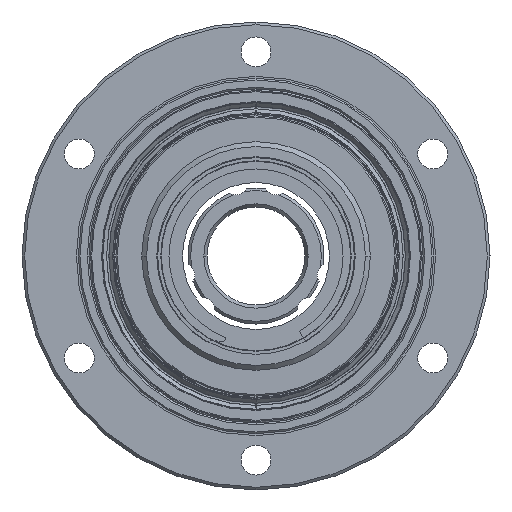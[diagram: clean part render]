
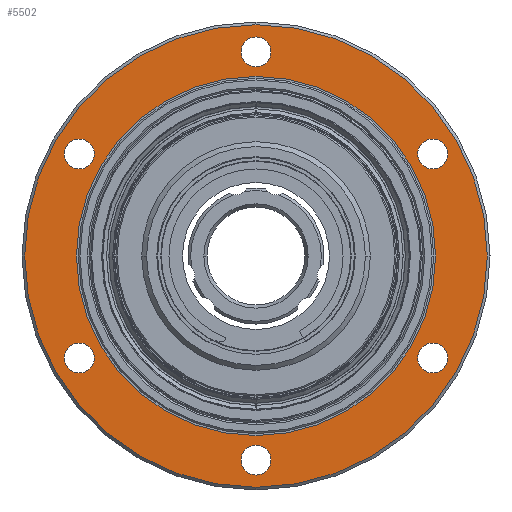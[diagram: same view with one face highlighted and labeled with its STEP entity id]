
A CAD part, front view. The second image highlights one B-rep face of the part: STEP entity #5502.
In plain terms, the highlighted face is planar.
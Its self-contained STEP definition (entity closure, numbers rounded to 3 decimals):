
#4479=CARTESIAN_POINT('',(0.,299.,0.));
#4480=DIRECTION('',(0.,-1.,0.));
#4481=DIRECTION('',(0.,0.,-1.));
#4482=AXIS2_PLACEMENT_3D('',#4479,#4480,#4481);
#4484=CARTESIAN_POINT('',(0.,299.,0.));
#4485=DIRECTION('',(0.,-1.,0.));
#4486=DIRECTION('',(0.,0.,1.));
#4487=AXIS2_PLACEMENT_3D('',#4484,#4485,#4486);
#4489=CARTESIAN_POINT('',(0.,299.,-37.5));
#4490=DIRECTION('',(0.,1.,0.));
#4491=DIRECTION('',(1.,0.,0.));
#4492=AXIS2_PLACEMENT_3D('',#4489,#4490,#4491);
#4494=CARTESIAN_POINT('',(0.,299.,-37.5));
#4495=DIRECTION('',(0.,1.,0.));
#4496=DIRECTION('',(-1.,0.,0.));
#4497=AXIS2_PLACEMENT_3D('',#4494,#4495,#4496);
#4499=CARTESIAN_POINT('',(-32.476,299.,-18.75));
#4500=DIRECTION('',(0.,1.,0.));
#4501=DIRECTION('',(1.,0.,0.));
#4502=AXIS2_PLACEMENT_3D('',#4499,#4500,#4501);
#4504=CARTESIAN_POINT('',(-32.476,299.,-18.75));
#4505=DIRECTION('',(0.,1.,0.));
#4506=DIRECTION('',(-1.,0.,0.));
#4507=AXIS2_PLACEMENT_3D('',#4504,#4505,#4506);
#4509=CARTESIAN_POINT('',(-32.476,299.,18.75));
#4510=DIRECTION('',(0.,1.,0.));
#4511=DIRECTION('',(1.,0.,0.));
#4512=AXIS2_PLACEMENT_3D('',#4509,#4510,#4511);
#4514=CARTESIAN_POINT('',(-32.476,299.,18.75));
#4515=DIRECTION('',(0.,1.,0.));
#4516=DIRECTION('',(-1.,0.,0.));
#4517=AXIS2_PLACEMENT_3D('',#4514,#4515,#4516);
#4519=CARTESIAN_POINT('',(0.,299.,37.5));
#4520=DIRECTION('',(0.,1.,0.));
#4521=DIRECTION('',(1.,0.,0.));
#4522=AXIS2_PLACEMENT_3D('',#4519,#4520,#4521);
#4524=CARTESIAN_POINT('',(0.,299.,37.5));
#4525=DIRECTION('',(0.,1.,0.));
#4526=DIRECTION('',(-1.,0.,0.));
#4527=AXIS2_PLACEMENT_3D('',#4524,#4525,#4526);
#4529=CARTESIAN_POINT('',(32.476,299.,18.75));
#4530=DIRECTION('',(0.,1.,0.));
#4531=DIRECTION('',(1.,0.,0.));
#4532=AXIS2_PLACEMENT_3D('',#4529,#4530,#4531);
#4534=CARTESIAN_POINT('',(32.476,299.,18.75));
#4535=DIRECTION('',(0.,1.,0.));
#4536=DIRECTION('',(-1.,0.,0.));
#4537=AXIS2_PLACEMENT_3D('',#4534,#4535,#4536);
#4539=CARTESIAN_POINT('',(32.476,299.,-18.75));
#4540=DIRECTION('',(0.,1.,0.));
#4541=DIRECTION('',(1.,0.,0.));
#4542=AXIS2_PLACEMENT_3D('',#4539,#4540,#4541);
#4544=CARTESIAN_POINT('',(32.476,299.,-18.75));
#4545=DIRECTION('',(0.,1.,0.));
#4546=DIRECTION('',(-1.,0.,0.));
#4547=AXIS2_PLACEMENT_3D('',#4544,#4545,#4546);
#4549=CARTESIAN_POINT('',(0.,299.,0.));
#4550=DIRECTION('',(0.,1.,0.));
#4551=DIRECTION('',(0.,0.,1.));
#4552=AXIS2_PLACEMENT_3D('',#4549,#4550,#4551);
#4554=CARTESIAN_POINT('',(0.,299.,0.));
#4555=DIRECTION('',(0.,1.,0.));
#4556=DIRECTION('',(0.,0.,-1.));
#4557=AXIS2_PLACEMENT_3D('',#4554,#4555,#4556);
#4844=CARTESIAN_POINT('',(0.,299.,-33.));
#4845=VERTEX_POINT('',#4844);
#4846=CARTESIAN_POINT('',(0.,299.,33.));
#4847=VERTEX_POINT('',#4846);
#4848=CARTESIAN_POINT('',(0.,299.,-42.5));
#4849=CARTESIAN_POINT('',(0.,299.,42.5));
#4850=VERTEX_POINT('',#4848);
#4851=VERTEX_POINT('',#4849);
#4852=CARTESIAN_POINT('',(2.75,299.,-37.5));
#4853=CARTESIAN_POINT('',(-2.75,299.,-37.5));
#4854=VERTEX_POINT('',#4852);
#4855=VERTEX_POINT('',#4853);
#4856=CARTESIAN_POINT('',(-29.726,299.,-18.75));
#4857=CARTESIAN_POINT('',(-35.226,299.,-18.75));
#4858=VERTEX_POINT('',#4856);
#4859=VERTEX_POINT('',#4857);
#4860=CARTESIAN_POINT('',(-29.726,299.,18.75));
#4861=CARTESIAN_POINT('',(-35.226,299.,18.75));
#4862=VERTEX_POINT('',#4860);
#4863=VERTEX_POINT('',#4861);
#4864=CARTESIAN_POINT('',(2.75,299.,37.5));
#4865=CARTESIAN_POINT('',(-2.75,299.,37.5));
#4866=VERTEX_POINT('',#4864);
#4867=VERTEX_POINT('',#4865);
#4868=CARTESIAN_POINT('',(35.226,299.,18.75));
#4869=CARTESIAN_POINT('',(29.726,299.,18.75));
#4870=VERTEX_POINT('',#4868);
#4871=VERTEX_POINT('',#4869);
#4872=CARTESIAN_POINT('',(35.226,299.,-18.75));
#4873=CARTESIAN_POINT('',(29.726,299.,-18.75));
#4874=VERTEX_POINT('',#4872);
#4875=VERTEX_POINT('',#4873);
#5451=CARTESIAN_POINT('',(0.,299.,0.));
#5452=DIRECTION('',(0.,1.,0.));
#5453=DIRECTION('',(0.,0.,1.));
#5454=AXIS2_PLACEMENT_3D('',#5451,#5452,#5453);
#5455=PLANE('',#5454);
#5457=ORIENTED_EDGE('',*,*,#5456,.T.);
#5459=ORIENTED_EDGE('',*,*,#5458,.T.);
#5460=EDGE_LOOP('',(#5457,#5459));
#5461=FACE_OUTER_BOUND('',#5460,.F.);
#5463=ORIENTED_EDGE('',*,*,#5462,.T.);
#5465=ORIENTED_EDGE('',*,*,#5464,.T.);
#5466=EDGE_LOOP('',(#5463,#5465));
#5467=FACE_BOUND('',#5466,.F.);
#5469=ORIENTED_EDGE('',*,*,#5468,.T.);
#5471=ORIENTED_EDGE('',*,*,#5470,.T.);
#5472=EDGE_LOOP('',(#5469,#5471));
#5473=FACE_BOUND('',#5472,.F.);
#5475=ORIENTED_EDGE('',*,*,#5474,.T.);
#5477=ORIENTED_EDGE('',*,*,#5476,.T.);
#5478=EDGE_LOOP('',(#5475,#5477));
#5479=FACE_BOUND('',#5478,.F.);
#5481=ORIENTED_EDGE('',*,*,#5480,.T.);
#5483=ORIENTED_EDGE('',*,*,#5482,.T.);
#5484=EDGE_LOOP('',(#5481,#5483));
#5485=FACE_BOUND('',#5484,.F.);
#5487=ORIENTED_EDGE('',*,*,#5486,.T.);
#5489=ORIENTED_EDGE('',*,*,#5488,.T.);
#5490=EDGE_LOOP('',(#5487,#5489));
#5491=FACE_BOUND('',#5490,.F.);
#5493=ORIENTED_EDGE('',*,*,#5492,.T.);
#5495=ORIENTED_EDGE('',*,*,#5494,.T.);
#5496=EDGE_LOOP('',(#5493,#5495));
#5497=FACE_BOUND('',#5496,.F.);
#5498=ORIENTED_EDGE('',*,*,#5444,.T.);
#5499=ORIENTED_EDGE('',*,*,#5433,.T.);
#5500=EDGE_LOOP('',(#5498,#5499));
#5501=FACE_BOUND('',#5500,.F.);
#5502=ADVANCED_FACE('',(#5461,#5467,#5473,#5479,#5485,#5491,#5497,#5501),#5455,
.T.);
#4483=CIRCLE('',#4482,42.5);
#4488=CIRCLE('',#4487,42.5);
#4493=CIRCLE('',#4492,2.75);
#4498=CIRCLE('',#4497,2.75);
#4503=CIRCLE('',#4502,2.75);
#4508=CIRCLE('',#4507,2.75);
#4513=CIRCLE('',#4512,2.75);
#4518=CIRCLE('',#4517,2.75);
#4523=CIRCLE('',#4522,2.75);
#4528=CIRCLE('',#4527,2.75);
#4533=CIRCLE('',#4532,2.75);
#4538=CIRCLE('',#4537,2.75);
#4543=CIRCLE('',#4542,2.75);
#4548=CIRCLE('',#4547,2.75);
#4553=CIRCLE('',#4552,33.);
#4558=CIRCLE('',#4557,33.);
#5433=EDGE_CURVE('',#4845,#4847,#4558,.T.);
#5444=EDGE_CURVE('',#4847,#4845,#4553,.T.);
#5456=EDGE_CURVE('',#4850,#4851,#4483,.T.);
#5458=EDGE_CURVE('',#4851,#4850,#4488,.T.);
#5462=EDGE_CURVE('',#4854,#4855,#4493,.T.);
#5464=EDGE_CURVE('',#4855,#4854,#4498,.T.);
#5468=EDGE_CURVE('',#4858,#4859,#4503,.T.);
#5470=EDGE_CURVE('',#4859,#4858,#4508,.T.);
#5474=EDGE_CURVE('',#4862,#4863,#4513,.T.);
#5476=EDGE_CURVE('',#4863,#4862,#4518,.T.);
#5480=EDGE_CURVE('',#4866,#4867,#4523,.T.);
#5482=EDGE_CURVE('',#4867,#4866,#4528,.T.);
#5486=EDGE_CURVE('',#4870,#4871,#4533,.T.);
#5488=EDGE_CURVE('',#4871,#4870,#4538,.T.);
#5492=EDGE_CURVE('',#4874,#4875,#4543,.T.);
#5494=EDGE_CURVE('',#4875,#4874,#4548,.T.);
